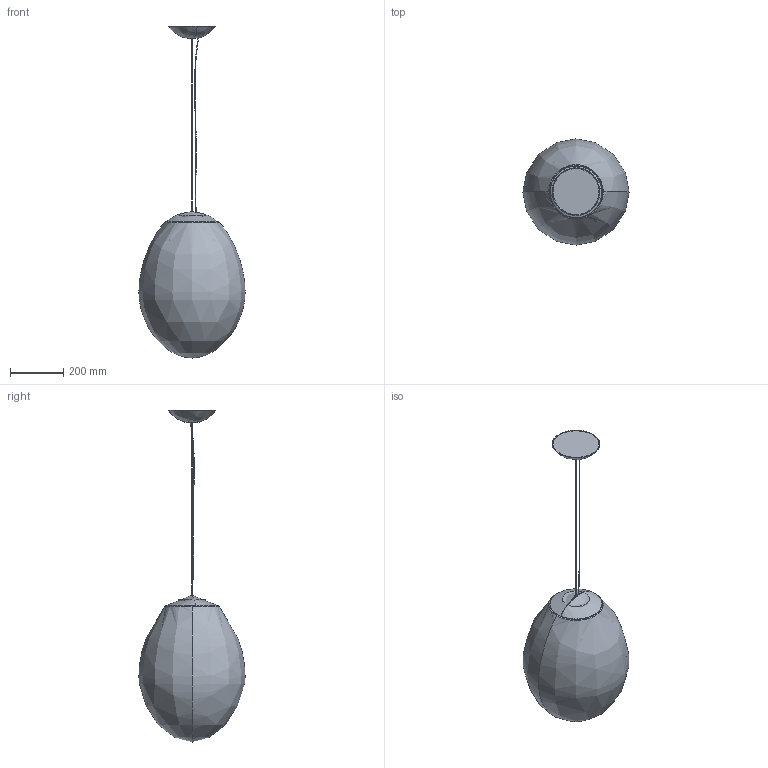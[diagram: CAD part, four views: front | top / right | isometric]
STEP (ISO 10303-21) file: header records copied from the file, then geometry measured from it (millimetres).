
FILE_DESCRIPTION(/* description */ (''),/* implementation_level */ '2;1');
FILE_NAME(/* name */ 'Stellar Nebula 40',/* time_stamp */ '2022-12-01T15:15:48+01:00',/* author */ (''),/* organization */ (''),/* preprocessor_version */ 'ST-DEVELOPER v16.5',/* originating_system */ 'Rhino 7.22',/* authorisation */ '');
FILE_SCHEMA (('AUTOMOTIVE_DESIGN'));
Length unit declared in the file: millimetre
Products named in the file (1): Document
Bounding box: 399.82 x 399.96 x 1250.33 mm (x, y, z)
Volume: 4717233 mm3; surface area: 1440260.8 mm2
Topology: 16 solids, 16 shells, 648 faces, 1783 edges, 1162 vertices
Faces by surface type: plane 449, bspline 144, cylinder 55
Entity records: 22357 total; most frequent: CARTESIAN_POINT 10864, ORIENTED_EDGE 3514, EDGE_CURVE 1757, B_SPLINE_CURVE_WITH_KNOTS 1348, VERTEX_POINT 1159, EDGE_LOOP 682, ADVANCED_FACE 648, FACE_OUTER_BOUND 648
